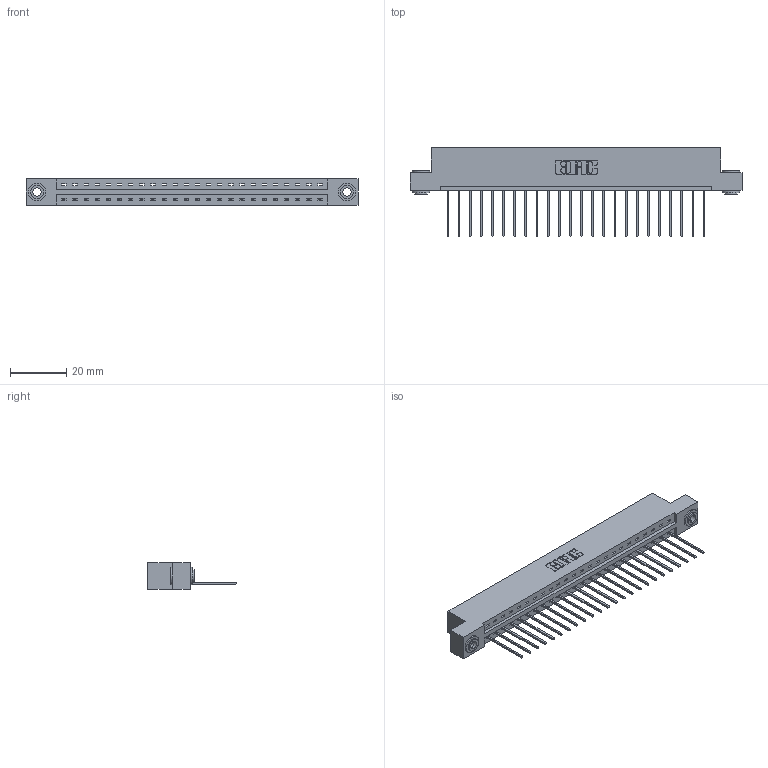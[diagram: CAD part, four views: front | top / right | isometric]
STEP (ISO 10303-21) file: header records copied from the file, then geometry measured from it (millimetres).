
FILE_DESCRIPTION (( 'STEP AP203' ), '1' );
FILE_NAME ('387-024-542-103.STEP', '2019-10-03T10:55:10', ( '' ), ( '' ), 'SwSTEP 2.0', 'SolidWorks 2016', '' );
FILE_SCHEMA (( 'CONFIG_CONTROL_DESIGN' ));
Length unit declared in the file: inch
Products named in the file (4): 345-292-001_345-293-142; 337 Part_Flush Mounting Lugs - 0.156 Dia-TH; 345-250-002_345-250-002-102; 387-024-542-103
Assembly tree (27 placements, depth 2):
  387-024-542-103
    337 Part_Flush Mounting Lugs - 0.156 Dia-TH
    345-292-001_345-293-142  x24
    345-250-002_345-250-002-102  x2
Bounding box: 118.11 x 31.63 x 9.4 mm (x, y, z)
Volume: 12123.1 mm3; surface area: 13011.5 mm2
Topology: 27 solids, 27 shells, 1640 faces, 4899 edges, 3230 vertices
Faces by surface type: plane 1184, cylinder 448, cone 8
Entity records: 20836 total; most frequent: CARTESIAN_POINT 3605, ORIENTED_EDGE 3558, DIRECTION 3105, EDGE_CURVE 1779, LINE 1627, VECTOR 1627, VERTEX_POINT 1182, AXIS2_PLACEMENT_3D 739
